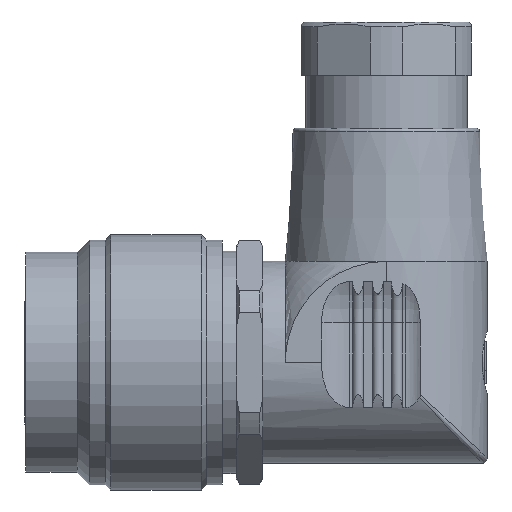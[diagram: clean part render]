
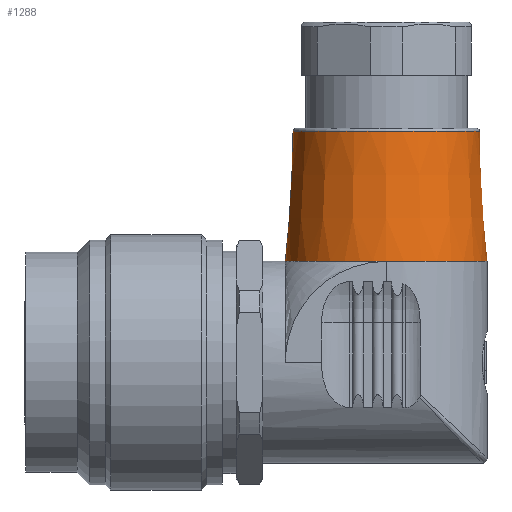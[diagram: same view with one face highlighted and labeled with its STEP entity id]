
A CAD part, front view. The second image highlights one B-rep face of the part: STEP entity #1288.
In plain terms, the highlighted conical face has half-angle 3.434 degrees and reference radius 9.5 mm.
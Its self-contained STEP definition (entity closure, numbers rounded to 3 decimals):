
#406=CONICAL_SURFACE('',#7605,9.5,3.434);
#861=B_SPLINE_CURVE_WITH_KNOTS('',3,(#10960,#10961,#10962,#10963,#10964,
#10965),.UNSPECIFIED.,.F.,.F.,(4,2,4),(0.,0.5,1.),.UNSPECIFIED.);
#862=B_SPLINE_CURVE_WITH_KNOTS('',3,(#10967,#10968,#10969,#10970),.UNSPECIFIED.,
 .F.,.F.,(4,4),(0.,1.),.UNSPECIFIED.);
#866=B_SPLINE_CURVE_WITH_KNOTS('',3,(#11218,#11219,#11220,#11221,#11222,
#11223),.UNSPECIFIED.,.F.,.F.,(4,2,4),(0.,0.5,1.),.UNSPECIFIED.);
#1288=ADVANCED_FACE('',(#1834,#1835),#406,.T.);
#1834=FACE_BOUND('',#2027,.T.);
#1835=FACE_BOUND('',#2028,.T.);
#2027=EDGE_LOOP('',(#3106));
#2028=EDGE_LOOP('',(#3107,#3108,#3109,#3110));
#2453=CIRCLE('',#7536,8.767);
#2481=CIRCLE('',#7601,9.5);
#3106=ORIENTED_EDGE('',*,*,#5788,.T.);
#3107=ORIENTED_EDGE('',*,*,#5889,.T.);
#3108=ORIENTED_EDGE('',*,*,#5893,.T.);
#3109=ORIENTED_EDGE('',*,*,#5892,.T.);
#3110=ORIENTED_EDGE('',*,*,#5897,.T.);
#5006=VERTEX_POINT('',#10434);
#5068=VERTEX_POINT('',#10947);
#5069=VERTEX_POINT('',#10949);
#5070=VERTEX_POINT('',#10958);
#5072=VERTEX_POINT('',#10966);
#5788=EDGE_CURVE('',#5006,#5006,#2453,.T.);
#5889=EDGE_CURVE('',#5069,#5068,#2481,.T.);
#5892=EDGE_CURVE('',#5072,#5070,#861,.T.);
#5893=EDGE_CURVE('',#5068,#5072,#862,.T.);
#5897=EDGE_CURVE('',#5070,#5069,#866,.T.);
#7536=AXIS2_PLACEMENT_3D('',#10433,#8443,#8444);
#7601=AXIS2_PLACEMENT_3D('',#10948,#8616,#8617);
#7605=AXIS2_PLACEMENT_3D('',#11481,#8625,#8626);
#8443=DIRECTION('',(0.,0.,-1.));
#8444=DIRECTION('',(0.,1.,0.));
#8616=DIRECTION('',(0.,0.,1.));
#8617=DIRECTION('',(1.,0.,0.));
#8625=DIRECTION('',(0.,0.,-1.));
#8626=DIRECTION('',(0.,-1.,0.));
#10433=CARTESIAN_POINT('',(26.6,0.,21.718));
#10434=CARTESIAN_POINT('',(26.6,8.767,21.718));
#10947=CARTESIAN_POINT('',(26.6,9.5,9.5));
#10948=CARTESIAN_POINT('',(26.6,0.,9.5));
#10949=CARTESIAN_POINT('',(26.585,-9.5,9.5));
#10958=CARTESIAN_POINT('',(17.1,0.,9.5));
#10960=CARTESIAN_POINT('',(23.458,8.966,9.5));
#10961=CARTESIAN_POINT('',(21.615,8.32,9.5));
#10962=CARTESIAN_POINT('',(19.981,7.089,9.5));
#10963=CARTESIAN_POINT('',(17.721,3.902,9.5));
#10964=CARTESIAN_POINT('',(17.1,1.953,9.5));
#10965=CARTESIAN_POINT('',(17.1,0.,9.5));
#10966=CARTESIAN_POINT('',(23.458,8.966,9.5));
#10967=CARTESIAN_POINT('',(26.6,9.5,9.5));
#10968=CARTESIAN_POINT('',(25.533,9.5,9.5));
#10969=CARTESIAN_POINT('',(24.466,9.318,9.5));
#10970=CARTESIAN_POINT('',(23.458,8.966,9.5));
#11218=CARTESIAN_POINT('',(17.1,0.,9.5));
#11219=CARTESIAN_POINT('',(17.1,-2.487,9.5));
#11220=CARTESIAN_POINT('',(18.124,-4.959,9.5));
#11221=CARTESIAN_POINT('',(21.641,-8.476,9.5));
#11222=CARTESIAN_POINT('',(24.113,-9.5,9.5));
#11223=CARTESIAN_POINT('',(26.6,-9.5,9.5));
#11481=CARTESIAN_POINT('',(26.6,0.,9.5));
